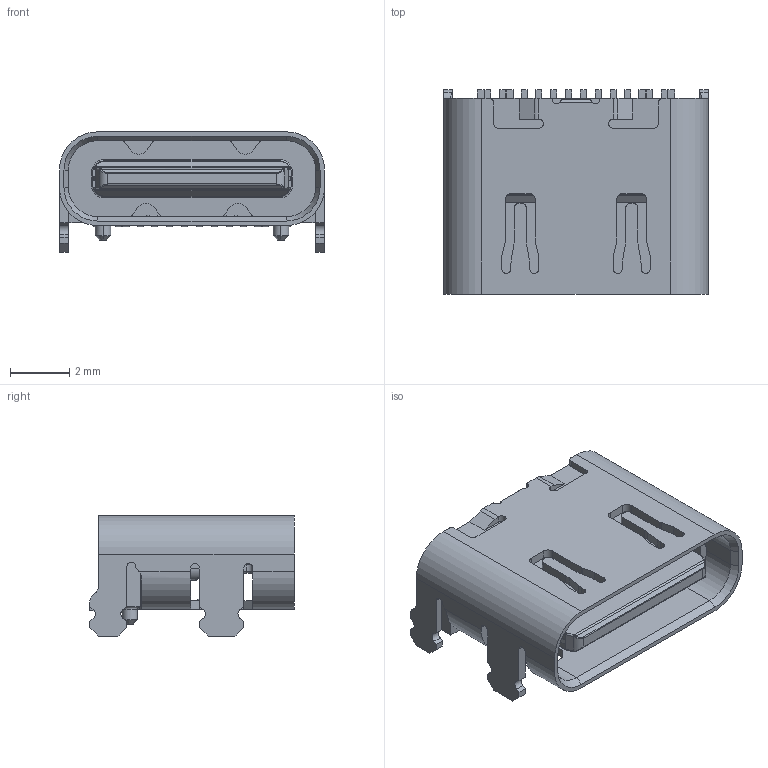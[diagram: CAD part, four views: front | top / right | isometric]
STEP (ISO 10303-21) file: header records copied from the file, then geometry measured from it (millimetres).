
FILE_DESCRIPTION (( 'STEP AP203' ), '1' );
FILE_NAME ('K3D-DX07S016JA1-V1_JAE_Proprietary.STEP', '2020-01-22T04:51:50', ( '' ), ( '' ), 'SwSTEP 2.0', 'SolidWorks 2018', '' );
FILE_SCHEMA (( 'CONFIG_CONTROL_DESIGN' ));
Length unit declared in the file: millimetre
Products named in the file (1): K3D-DX07S016JA1-V1_JAE_Proprietary
Bounding box: 8.94 x 6.9 x 4.06 mm (x, y, z)
Volume: 101.3 mm3; surface area: 373.2 mm2
Topology: 1 solids, 1 shells, 567 faces, 1575 edges, 1006 vertices
Faces by surface type: plane 331, cylinder 154, bspline 32, torus 32, cone 10, sphere 8
Entity records: 18487 total; most frequent: CARTESIAN_POINT 3966, ORIENTED_EDGE 3142, DIRECTION 2927, EDGE_CURVE 1571, LINE 1099, VECTOR 1099, VERTEX_POINT 1006, AXIS2_PLACEMENT_3D 914
